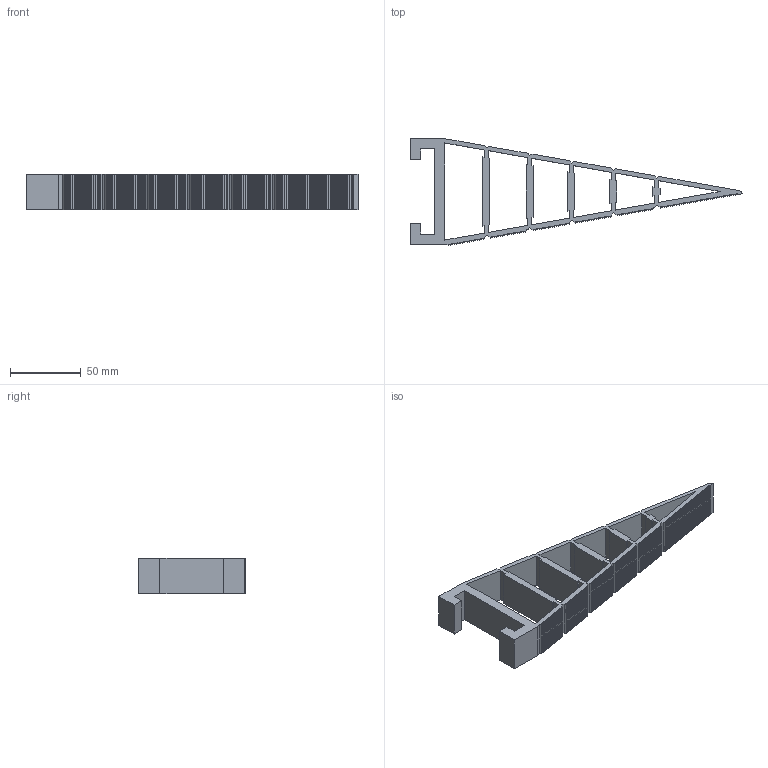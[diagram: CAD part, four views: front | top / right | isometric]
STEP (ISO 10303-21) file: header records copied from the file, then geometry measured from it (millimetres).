
FILE_DESCRIPTION(/* description */ (''),/* implementation_level */ '2;1');
FILE_NAME(/* name */ 'Dedo Gripper.stp',/* time_stamp */ '2023-12-04T21:58:33-05:00',/* author */ ('Juan_Daleman'),/* organization */ (''),/* preprocessor_version */ 'ST-DEVELOPER v19.2',/* originating_system */ 'Autodesk Inventor 2024',/* authorisation */ '');
FILE_SCHEMA (('AUTOMOTIVE_DESIGN { 1 0 10303 214 3 1 1 }'));
Length unit declared in the file: millimetre
Products named in the file (1): Dedo Gripper
Bounding box: 233.84 x 75.63 x 25 mm (x, y, z)
Volume: 76427.6 mm3; surface area: 45234.2 mm2
Topology: 1 solids, 1 shells, 486 faces, 1452 edges, 968 vertices
Faces by surface type: plane 361, cylinder 125
Entity records: 16313 total; most frequent: CARTESIAN_POINT 2907, ORIENTED_EDGE 2904, DIRECTION 2676, EDGE_CURVE 1452, LINE 1202, VECTOR 1202, VERTEX_POINT 968, AXIS2_PLACEMENT_3D 737
